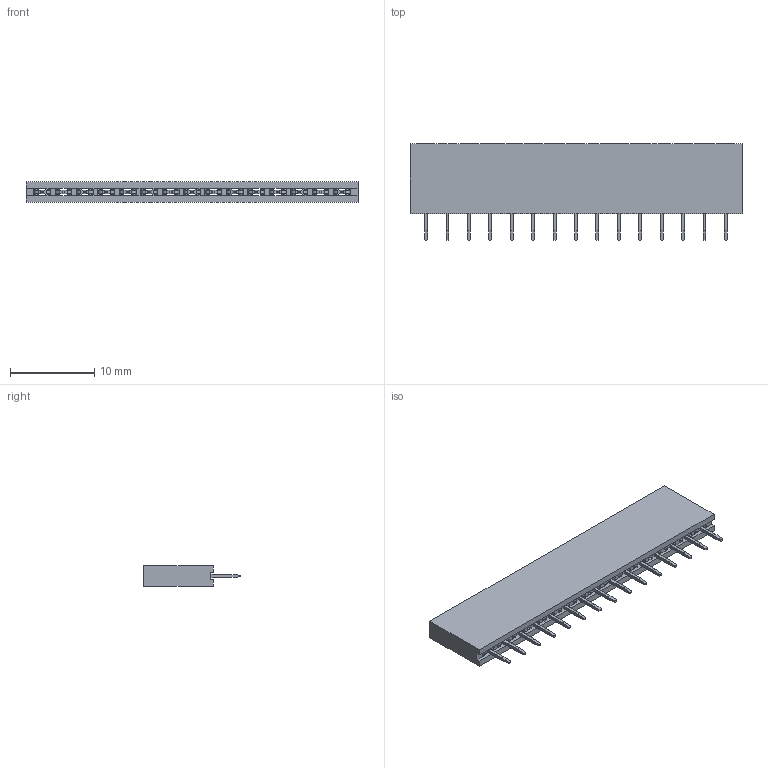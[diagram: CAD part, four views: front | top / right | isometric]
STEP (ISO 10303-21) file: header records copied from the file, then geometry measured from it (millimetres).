
FILE_DESCRIPTION (( 'STEP AP214' ), '1' );
FILE_NAME ('2_54_x_15_pitch_connector_.STEP', '2021-06-17T20:10:26', ( 'RUNB-AGOL' ), ( '' ), 'SwSTEP 2.0', 'SolidWorks 2020', '' );
FILE_SCHEMA (( 'AUTOMOTIVE_DESIGN' ));
Length unit declared in the file: millimetre
Products named in the file (3): Pitch_x_15; 2_54_x_15_pitch_connector_; Plastic_x_15
Assembly tree (2 placements, depth 2):
  2_54_x_15_pitch_connector_
    Pitch_x_15
    Plastic_x_15
Bounding box: 39.38 x 11.5 x 2.4 mm (x, y, z)
Volume: 617.3 mm3; surface area: 1915.6 mm2
Topology: 16 solids, 16 shells, 625 faces, 1764 edges, 1156 vertices
Faces by surface type: plane 505, cylinder 120
Entity records: 20234 total; most frequent: CARTESIAN_POINT 3550, ORIENTED_EDGE 3528, DIRECTION 3264, EDGE_CURVE 1764, LINE 1524, VECTOR 1524, VERTEX_POINT 1156, AXIS2_PLACEMENT_3D 870
